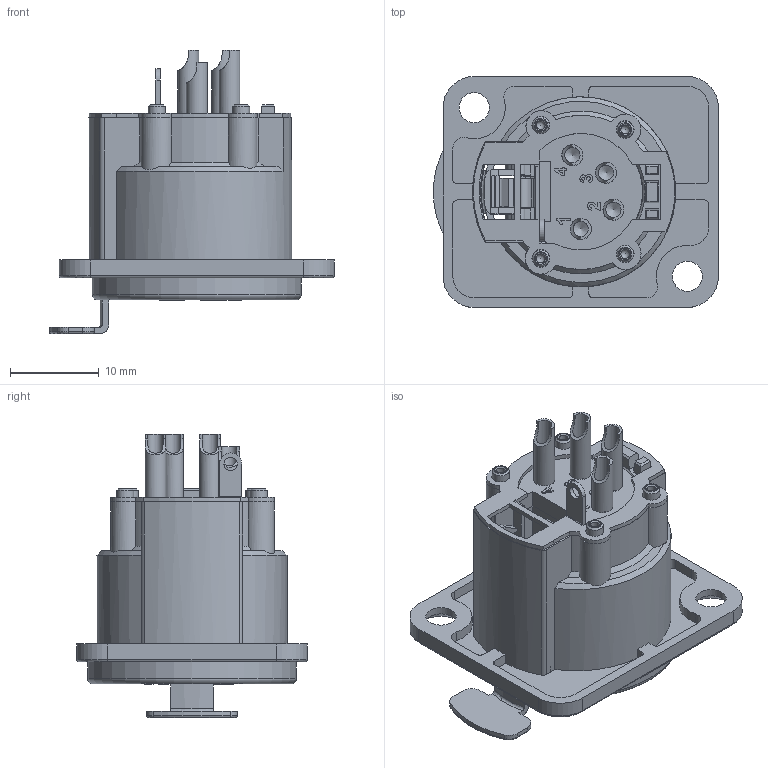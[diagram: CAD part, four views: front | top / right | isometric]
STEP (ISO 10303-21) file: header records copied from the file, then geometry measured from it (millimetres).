
FILE_DESCRIPTION(/* description */ (''),/* implementation_level */ '2;1');
FILE_NAME(/* name */ 'AX4FD.stp',/* time_stamp */ '2020-03-24T16:09:05+11:00',/* author */ ('minh'),/* organization */ (''),/* preprocessor_version */ 'ST-DEVELOPER v16.1',/* originating_system */ 'Autodesk Inventor 2016',/* authorisation */ '');
FILE_SCHEMA (('AUTOMOTIVE_DESIGN { 1 0 10303 214 3 1 1 }'));
Length unit declared in the file: inch
Products named in the file (1): AX4FD_Shrinkwrap_1
Bounding box: 32.08 x 26 x 31.9 mm (x, y, z)
Surface area: 6757.7 mm2 (no closed solid volume)
Topology: 0 solids, 67 shells, 430 faces, 2015 edges, 1602 vertices
Faces by surface type: plane 231, cylinder 119, torus 35, cone 28, bspline 13, sphere 4
Full cylindrical faces by diameter (mm): 1 x4, 1.5 x1, 1.72 x4, 1.85 x4, 1.9 x4, 2.35 x4, 3.4 x2, 23.5 x1
Entity records: 21885 total; most frequent: CARTESIAN_POINT 6483, DIRECTION 2770, ORIENTED_EDGE 2750, EDGE_CURVE 1942, VERTEX_POINT 1582, LINE 1056, VECTOR 1056, AXIS2_PLACEMENT_3D 857
